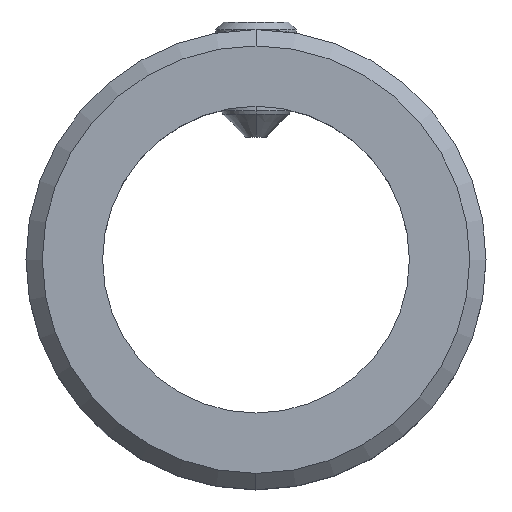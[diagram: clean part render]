
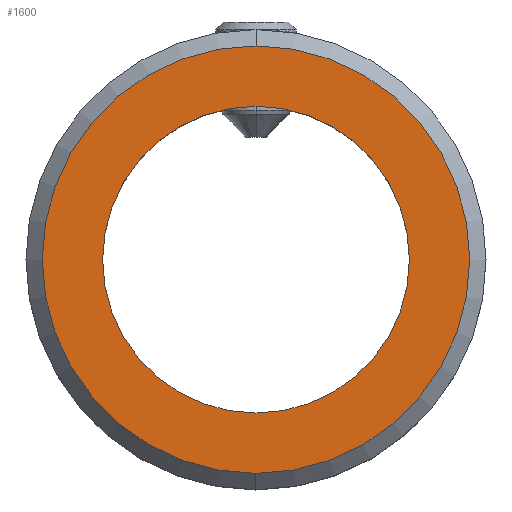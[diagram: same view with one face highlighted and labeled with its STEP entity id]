
A CAD part, top view. The second image highlights one B-rep face of the part: STEP entity #1600.
In plain terms, the highlighted face is planar.
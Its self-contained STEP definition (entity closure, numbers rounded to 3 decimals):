
#640=CARTESIAN_POINT('',(8.,15.,0.));
#650=VERTEX_POINT('',#640);
#680=CARTESIAN_POINT('',(8.,0.,0.));
#690=DIRECTION('',(-1.,0.,0.));
#700=DIRECTION('',(0.,1.,0.));
#710=AXIS2_PLACEMENT_3D('',#680,#690,#700);
#720=CIRCLE('',#710,15.);
#730=CARTESIAN_POINT('',(8.,-15.,0.));
#740=VERTEX_POINT('',#730);
#750=EDGE_CURVE('',#650,#740,#720,.T.);
#1350=CARTESIAN_POINT('',(8.,17.95,0.));
#1360=DIRECTION('',(1.,0.,0.));
#1370=DIRECTION('',(0.,-1.,0.));
#1380=AXIS2_PLACEMENT_3D('',#1350,#1360,#1370);
#1390=PLANE('',#1380);
#1400=CARTESIAN_POINT('',(8.,0.,0.));
#1410=DIRECTION('',(1.,0.,0.));
#1420=DIRECTION('',(0.,1.,0.));
#1430=AXIS2_PLACEMENT_3D('',#1400,#1410,#1420);
#1440=CIRCLE('',#1430,20.9);
#1450=CARTESIAN_POINT('',(8.,-20.9,0.));
#1460=VERTEX_POINT('',#1450);
#1470=CARTESIAN_POINT('',(8.,20.9,0.));
#1480=VERTEX_POINT('',#1470);
#1490=EDGE_CURVE('',#1460,#1480,#1440,.T.);
#1500=ORIENTED_EDGE('',*,*,#1490,.T.);
#1510=EDGE_CURVE('',#1480,#1460,#1440,.T.);
#1520=ORIENTED_EDGE('',*,*,#1510,.T.);
#1530=EDGE_LOOP('',(#1520,#1500));
#1540=FACE_OUTER_BOUND('',#1530,.T.);
#1550=ORIENTED_EDGE('',*,*,#750,.T.);
#1560=EDGE_CURVE('',#740,#650,#720,.T.);
#1570=ORIENTED_EDGE('',*,*,#1560,.T.);
#1580=EDGE_LOOP('',(#1570,#1550));
#1590=FACE_BOUND('',#1580,.T.);
#1600=ADVANCED_FACE('',(#1540,#1590),#1390,.T.);
